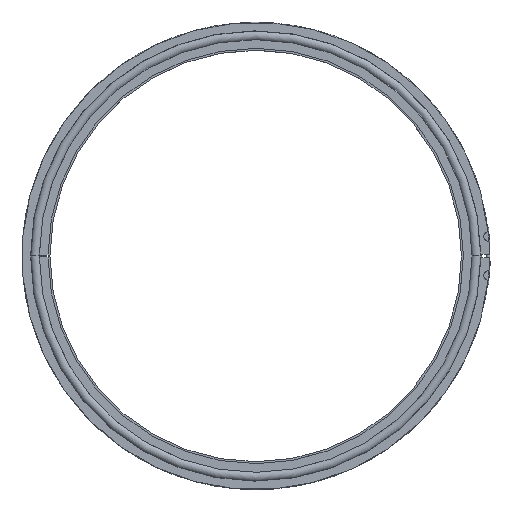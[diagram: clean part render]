
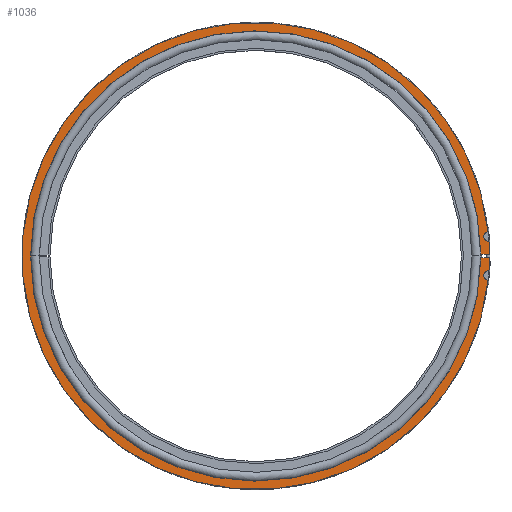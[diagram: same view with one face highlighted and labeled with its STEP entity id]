
A CAD part, top view. The second image highlights one B-rep face of the part: STEP entity #1036.
In plain terms, the highlighted planar face has unit normal (0, 0, 1).
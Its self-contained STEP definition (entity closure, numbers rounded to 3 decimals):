
#42 = AXIS2_PLACEMENT_3D ( 'NONE', #669, #667, #664 ) ;
#54 = AXIS2_PLACEMENT_3D ( 'NONE', #920, #913, #909 ) ;
#62 = AXIS2_PLACEMENT_3D ( 'NONE', #986, #983, #978 ) ;
#64 = AXIS2_PLACEMENT_3D ( 'NONE', #1072, #1070, #1066 ) ;
#270 = CARTESIAN_POINT ( 'NONE',  ( 119.615, -7.507, 1.875 ) ) ;
#367 = CARTESIAN_POINT ( 'NONE',  ( 119.198, 12.489, 1.875 ) ) ;
#386 = EDGE_CURVE ( 'NONE', #2715, #626, #1013, .T. ) ;
#530 = CARTESIAN_POINT ( 'NONE',  ( 119.846, -1., 1.875 ) ) ;
#542 = CARTESIAN_POINT ( 'NONE',  ( 119.615, 7.507, 1.875 ) ) ;
#586 = EDGE_CURVE ( 'NONE', #1585, #2694, #998, .T. ) ;
#626 = VERTEX_POINT ( 'NONE', #709 ) ;
#640 = VERTEX_POINT ( 'NONE', #668 ) ;
#664 = DIRECTION ( 'NONE',  ( 1., 0., 0. ) ) ;
#667 = DIRECTION ( 'NONE',  ( 0., 0., 1. ) ) ;
#668 = CARTESIAN_POINT ( 'NONE',  ( 115.458, -1., 1.875 ) ) ;
#669 = CARTESIAN_POINT ( 'NONE',  ( 0., 0., 1.875 ) ) ;
#671 = CARTESIAN_POINT ( 'NONE',  ( 115.358, 1., 1.875 ) ) ;
#676 = DIRECTION ( 'NONE',  ( -1., 0., 0. ) ) ;
#677 = CARTESIAN_POINT ( 'NONE',  ( 119.432, -10., 1.875 ) ) ;
#679 = DIRECTION ( 'NONE',  ( 0., 0., 1. ) ) ;
#681 = DIRECTION ( 'NONE',  ( 1., 0., 0. ) ) ;
#704 = DIRECTION ( 'NONE',  ( 1., 0., 0. ) ) ;
#709 = CARTESIAN_POINT ( 'NONE',  ( 119.198, -12.489, 1.875 ) ) ;
#717 = CIRCLE ( 'NONE', #64, 119.85 ) ;
#722 = CARTESIAN_POINT ( 'NONE',  ( 119.432, 10., 1.875 ) ) ;
#727 = DIRECTION ( 'NONE',  ( 0., 0., 1. ) ) ;
#728 = DIRECTION ( 'NONE',  ( 1., 0., 0. ) ) ;
#758 = CARTESIAN_POINT ( 'NONE',  ( 115.358, -1., 1.875 ) ) ;
#787 = ORIENTED_EDGE ( 'NONE', *, *, #2575, .T. ) ;
#909 = DIRECTION ( 'NONE',  ( 1., 0., 0. ) ) ;
#913 = DIRECTION ( 'NONE',  ( 0., 0., 1. ) ) ;
#920 = CARTESIAN_POINT ( 'NONE',  ( 0., 0., 1.875 ) ) ;
#974 = LINE ( 'NONE', #758, #1679 ) ;
#978 = DIRECTION ( 'NONE',  ( 1., 0., 0. ) ) ;
#981 = VECTOR ( 'NONE', #676, 1000. ) ;
#983 = DIRECTION ( 'NONE',  ( 0., 0., 1. ) ) ;
#986 = CARTESIAN_POINT ( 'NONE',  ( 0., 0., 1.875 ) ) ;
#998 = CIRCLE ( 'NONE', #2097, 2.5 ) ;
#999 = ORIENTED_EDGE ( 'NONE', *, *, #2633, .F. ) ;
#1013 = CIRCLE ( 'NONE', #2106, 2.5 ) ;
#1036 = ADVANCED_FACE ( 'NONE', ( #2613 ), #1215, .F. ) ;
#1066 = DIRECTION ( 'NONE',  ( 1., 0., 0. ) ) ;
#1070 = DIRECTION ( 'NONE',  ( 0., 0., 1. ) ) ;
#1072 = CARTESIAN_POINT ( 'NONE',  ( 0., 0., 1.875 ) ) ;
#1098 = ORIENTED_EDGE ( 'NONE', *, *, #2558, .T. ) ;
#1136 = ORIENTED_EDGE ( 'NONE', *, *, #2591, .T. ) ;
#1165 = ORIENTED_EDGE ( 'NONE', *, *, #2646, .F. ) ;
#1181 = VERTEX_POINT ( 'NONE', #1862 ) ;
#1207 = ORIENTED_EDGE ( 'NONE', *, *, #2639, .F. ) ;
#1208 = CARTESIAN_POINT ( 'NONE',  ( -119.85, 0., 1.875 ) ) ;
#1215 = PLANE ( 'NONE',  #1253 ) ;
#1239 = DIRECTION ( 'NONE',  ( 0., 0., -1. ) ) ;
#1253 = AXIS2_PLACEMENT_3D ( 'NONE', #1208, #1239, #1340 ) ;
#1316 = VERTEX_POINT ( 'NONE', #2230 ) ;
#1340 = DIRECTION ( 'NONE',  ( -1., 0., 0. ) ) ;
#1585 = VERTEX_POINT ( 'NONE', #367 ) ;
#1677 = LINE ( 'NONE', #671, #981 ) ;
#1679 = VECTOR ( 'NONE', #704, 1000. ) ;
#1684 = ORIENTED_EDGE ( 'NONE', *, *, #386, .F. ) ;
#1687 = CIRCLE ( 'NONE', #42, 115.462 ) ;
#1766 = CIRCLE ( 'NONE', #62, 119.85 ) ;
#1861 = ORIENTED_EDGE ( 'NONE', *, *, #586, .F. ) ;
#1862 = CARTESIAN_POINT ( 'NONE',  ( 115.458, 1., 1.875 ) ) ;
#1948 = CIRCLE ( 'NONE', #54, 119.85 ) ;
#2097 = AXIS2_PLACEMENT_3D ( 'NONE', #722, #727, #728 ) ;
#2104 = VERTEX_POINT ( 'NONE', #530 ) ;
#2106 = AXIS2_PLACEMENT_3D ( 'NONE', #677, #679, #681 ) ;
#2230 = CARTESIAN_POINT ( 'NONE',  ( 119.846, 1., 1.875 ) ) ;
#2558 = EDGE_CURVE ( 'NONE', #2715, #2104, #717, .T. ) ;
#2575 = EDGE_CURVE ( 'NONE', #1585, #626, #1766, .T. ) ;
#2580 = EDGE_LOOP ( 'NONE', ( #787, #1684, #1098, #999, #1207, #1165, #1136, #1861 ) ) ;
#2591 = EDGE_CURVE ( 'NONE', #1316, #2694, #1948, .T. ) ;
#2613 = FACE_OUTER_BOUND ( 'NONE', #2580, .T. ) ;
#2633 = EDGE_CURVE ( 'NONE', #640, #2104, #974, .T. ) ;
#2639 = EDGE_CURVE ( 'NONE', #1181, #640, #1687, .T. ) ;
#2646 = EDGE_CURVE ( 'NONE', #1316, #1181, #1677, .T. ) ;
#2694 = VERTEX_POINT ( 'NONE', #542 ) ;
#2715 = VERTEX_POINT ( 'NONE', #270 ) ;
